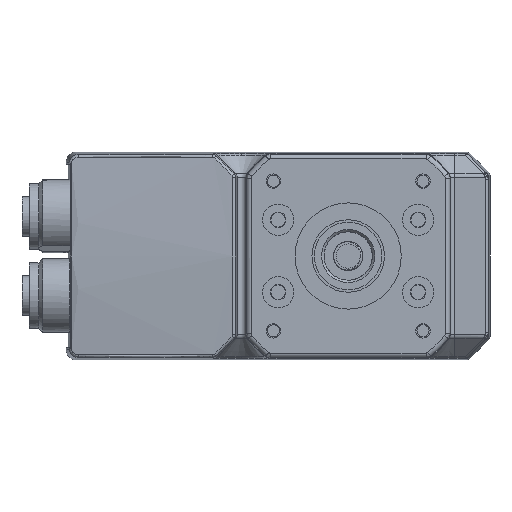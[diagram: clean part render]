
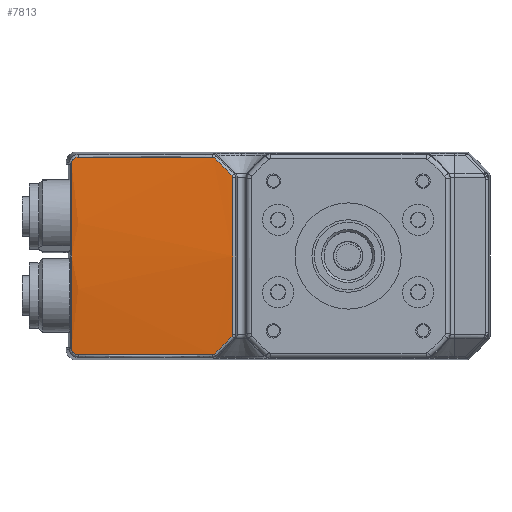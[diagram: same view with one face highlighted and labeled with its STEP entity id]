
A CAD part, front view. The second image highlights one B-rep face of the part: STEP entity #7813.
In plain terms, the highlighted toroidal (fillet/blend) face has major radius 200 mm and minor radius 400 mm.
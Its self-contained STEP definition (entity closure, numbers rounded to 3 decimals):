
#42=DEGENERATE_TOROIDAL_SURFACE('',#10412,200.,400.,.F.);
#229=B_SPLINE_CURVE_WITH_KNOTS('',3,(#15553,#15554,#15555,#15556),
 .UNSPECIFIED.,.F.,.F.,(4,4),(0.,1.),.UNSPECIFIED.);
#230=B_SPLINE_CURVE_WITH_KNOTS('',3,(#15558,#15559,#15560,#15561),
 .UNSPECIFIED.,.F.,.F.,(4,4),(0.,1.),.UNSPECIFIED.);
#232=B_SPLINE_CURVE_WITH_KNOTS('',3,(#15593,#15594,#15595,#15596),
 .UNSPECIFIED.,.F.,.F.,(4,4),(0.,1.),.UNSPECIFIED.);
#233=B_SPLINE_CURVE_WITH_KNOTS('',3,(#15623,#15624,#15625,#15626),
 .UNSPECIFIED.,.F.,.F.,(4,4),(0.,1.),.UNSPECIFIED.);
#234=B_SPLINE_CURVE_WITH_KNOTS('',3,(#15628,#15629,#15630,#15631),
 .UNSPECIFIED.,.F.,.F.,(4,4),(0.,1.),.UNSPECIFIED.);
#235=B_SPLINE_CURVE_WITH_KNOTS('',3,(#15674,#15675,#15676,#15677,#15678,
#15679,#15680,#15681,#15682,#15683,#15684,#15685,#15686,#15687),
 .UNSPECIFIED.,.F.,.F.,(4,2,2,2,2,2,4),(0.,0.125,0.25,0.375,0.5,0.75,1.),
 .UNSPECIFIED.);
#236=B_SPLINE_CURVE_WITH_KNOTS('',3,(#15714,#15715,#15716,#15717),
 .UNSPECIFIED.,.F.,.F.,(4,4),(0.,1.),.UNSPECIFIED.);
#237=B_SPLINE_CURVE_WITH_KNOTS('',3,(#15745,#15746,#15747,#15748),
 .UNSPECIFIED.,.F.,.F.,(4,4),(0.,1.),.UNSPECIFIED.);
#238=B_SPLINE_CURVE_WITH_KNOTS('',3,(#15800,#15801,#15802,#15803),
 .UNSPECIFIED.,.F.,.F.,(4,4),(0.,1.),.UNSPECIFIED.);
#244=B_SPLINE_CURVE_WITH_KNOTS('',3,(#15986,#15987,#15988,#15989,#15990,
#15991,#15992,#15993,#15994,#15995,#15996,#15997,#15998,#15999),
 .UNSPECIFIED.,.F.,.F.,(4,2,2,2,2,2,4),(0.,0.125,0.25,
0.375,0.5,0.75,1.),.UNSPECIFIED.);
#247=B_SPLINE_CURVE_WITH_KNOTS('',3,(#16044,#16045,#16046,#16047),
 .UNSPECIFIED.,.F.,.F.,(4,4),(0.,1.),.UNSPECIFIED.);
#257=B_SPLINE_CURVE_WITH_KNOTS('',3,(#16257,#16258,#16259,#16260),
 .UNSPECIFIED.,.F.,.F.,(4,4),(0.,1.),.UNSPECIFIED.);
#2560=ORIENTED_EDGE('',*,*,#4160,.T.);
#2561=ORIENTED_EDGE('',*,*,#4159,.T.);
#2562=ORIENTED_EDGE('',*,*,#4164,.T.);
#2563=ORIENTED_EDGE('',*,*,#4166,.T.);
#2564=ORIENTED_EDGE('',*,*,#4169,.T.);
#2565=ORIENTED_EDGE('',*,*,#4171,.T.);
#2566=ORIENTED_EDGE('',*,*,#4172,.T.);
#2567=ORIENTED_EDGE('',*,*,#4154,.T.);
#2568=ORIENTED_EDGE('',*,*,#4153,.T.);
#2569=ORIENTED_EDGE('',*,*,#4157,.T.);
#2570=ORIENTED_EDGE('',*,*,#4177,.T.);
#2571=ORIENTED_EDGE('',*,*,#4224,.F.);
#2572=ORIENTED_EDGE('',*,*,#4259,.F.);
#2573=ORIENTED_EDGE('',*,*,#4217,.T.);
#4153=EDGE_CURVE('',#5143,#5142,#229,.T.);
#4154=EDGE_CURVE('',#5141,#5143,#230,.T.);
#4157=EDGE_CURVE('',#5142,#5145,#232,.T.);
#4159=EDGE_CURVE('',#5147,#5146,#233,.T.);
#4160=EDGE_CURVE('',#5148,#5147,#234,.T.);
#4164=EDGE_CURVE('',#5146,#5150,#235,.T.);
#4166=EDGE_CURVE('',#5150,#5151,#236,.T.);
#4169=EDGE_CURVE('',#5151,#5152,#237,.T.);
#4171=EDGE_CURVE('',#5152,#5153,#5751,.T.);
#4172=EDGE_CURVE('',#5153,#5141,#238,.T.);
#4177=EDGE_CURVE('',#5145,#5156,#5755,.T.);
#4217=EDGE_CURVE('',#5173,#5148,#244,.T.);
#4224=EDGE_CURVE('',#5177,#5156,#247,.T.);
#4259=EDGE_CURVE('',#5173,#5177,#257,.F.);
#5141=VERTEX_POINT('',#15550);
#5142=VERTEX_POINT('',#15552);
#5143=VERTEX_POINT('',#15557);
#5145=VERTEX_POINT('',#15592);
#5146=VERTEX_POINT('',#15622);
#5147=VERTEX_POINT('',#15627);
#5148=VERTEX_POINT('',#15632);
#5150=VERTEX_POINT('',#15673);
#5151=VERTEX_POINT('',#15713);
#5152=VERTEX_POINT('',#15744);
#5153=VERTEX_POINT('',#15774);
#5156=VERTEX_POINT('',#15835);
#5173=VERTEX_POINT('',#16000);
#5177=VERTEX_POINT('',#16043);
#5751=CIRCLE('',#10297,265.153);
#5755=CIRCLE('',#10302,265.153);
#6301=EDGE_LOOP('',(#2560,#2561,#2562,#2563,#2564,#2565,#2566,#2567,#2568,
#2569,#2570,#2571,#2572,#2573));
#6971=FACE_BOUND('',#6301,.T.);
#7813=ADVANCED_FACE('',(#6971),#42,.F.);
#10297=AXIS2_PLACEMENT_3D('',#15775,#11603,#11604);
#10302=AXIS2_PLACEMENT_3D('',#15836,#11614,#11615);
#10412=AXIS2_PLACEMENT_3D('',#16479,#11882,#11883);
#11603=DIRECTION('',(-0.708,0.012,0.707));
#11604=DIRECTION('',(-0.065,-0.997,-0.048));
#11614=DIRECTION('',(-0.708,0.012,-0.707));
#11615=DIRECTION('',(-0.051,-0.998,0.034));
#11882=DIRECTION('',(1.,0.,0.));
#11883=DIRECTION('',(0.,1.,0.));
#15550=CARTESIAN_POINT('',(-23.905,-18.031,-16.335));
#15552=CARTESIAN_POINT('',(-23.905,-18.031,16.335));
#15553=CARTESIAN_POINT('',(-23.917,-18.7,0.));
#15554=CARTESIAN_POINT('',(-23.917,-18.7,5.452));
#15555=CARTESIAN_POINT('',(-23.913,-18.477,10.903));
#15556=CARTESIAN_POINT('',(-23.905,-18.031,16.335));
#15557=CARTESIAN_POINT('',(-23.917,-18.7,0.));
#15558=CARTESIAN_POINT('',(-23.905,-18.031,-16.335));
#15559=CARTESIAN_POINT('',(-23.913,-18.477,-10.903));
#15560=CARTESIAN_POINT('',(-23.917,-18.7,-5.452));
#15561=CARTESIAN_POINT('',(-23.917,-18.7,0.));
#15592=CARTESIAN_POINT('',(-24.022,-18.008,16.618));
#15593=CARTESIAN_POINT('',(-23.905,-18.031,16.335));
#15594=CARTESIAN_POINT('',(-23.905,-18.023,16.44));
#15595=CARTESIAN_POINT('',(-23.947,-18.014,16.543));
#15596=CARTESIAN_POINT('',(-24.022,-18.008,16.618));
#15622=CARTESIAN_POINT('',(-57.314,-16.336,-19.07));
#15623=CARTESIAN_POINT('',(-57.306,-17.254,0.));
#15624=CARTESIAN_POINT('',(-57.306,-17.254,-6.368));
#15625=CARTESIAN_POINT('',(-57.308,-16.947,-12.734));
#15626=CARTESIAN_POINT('',(-57.314,-16.336,-19.07));
#15627=CARTESIAN_POINT('',(-57.306,-17.254,0.));
#15628=CARTESIAN_POINT('',(-57.314,-16.336,19.07));
#15629=CARTESIAN_POINT('',(-57.308,-16.947,12.734));
#15630=CARTESIAN_POINT('',(-57.306,-17.254,6.368));
#15631=CARTESIAN_POINT('',(-57.306,-17.254,0.));
#15632=CARTESIAN_POINT('',(-57.314,-16.336,19.07));
#15673=CARTESIAN_POINT('',(-55.912,-16.313,-20.474));
#15674=CARTESIAN_POINT('',(-57.314,-16.336,-19.07));
#15675=CARTESIAN_POINT('',(-57.314,-16.327,-19.162));
#15676=CARTESIAN_POINT('',(-57.305,-16.319,-19.253));
#15677=CARTESIAN_POINT('',(-57.269,-16.304,-19.434));
#15678=CARTESIAN_POINT('',(-57.243,-16.298,-19.521));
#15679=CARTESIAN_POINT('',(-57.172,-16.287,-19.693));
#15680=CARTESIAN_POINT('',(-57.129,-16.282,-19.774));
#15681=CARTESIAN_POINT('',(-57.028,-16.275,-19.926));
#15682=CARTESIAN_POINT('',(-56.969,-16.273,-19.998));
#15683=CARTESIAN_POINT('',(-56.775,-16.27,-20.192));
#15684=CARTESIAN_POINT('',(-56.618,-16.272,-20.297));
#15685=CARTESIAN_POINT('',(-56.281,-16.286,-20.438));
#15686=CARTESIAN_POINT('',(-56.096,-16.298,-20.475));
#15687=CARTESIAN_POINT('',(-55.912,-16.313,-20.474));
#15713=CARTESIAN_POINT('',(-28.021,-17.623,-20.463));
#15714=CARTESIAN_POINT('',(-55.912,-16.313,-20.474));
#15715=CARTESIAN_POINT('',(-46.689,-17.071,-20.468));
#15716=CARTESIAN_POINT('',(-37.385,-17.512,-20.464));
#15717=CARTESIAN_POINT('',(-28.021,-17.623,-20.463));
#15744=CARTESIAN_POINT('',(-27.737,-17.638,-20.345));
#15745=CARTESIAN_POINT('',(-28.021,-17.623,-20.463));
#15746=CARTESIAN_POINT('',(-27.916,-17.624,-20.463));
#15747=CARTESIAN_POINT('',(-27.813,-17.629,-20.421));
#15748=CARTESIAN_POINT('',(-27.737,-17.638,-20.345));
#15774=CARTESIAN_POINT('',(-24.022,-18.008,-16.618));
#15775=CARTESIAN_POINT('',(-10.431,246.644,-7.645));
#15800=CARTESIAN_POINT('',(-24.022,-18.008,-16.618));
#15801=CARTESIAN_POINT('',(-23.948,-18.014,-16.544));
#15802=CARTESIAN_POINT('',(-23.905,-18.023,-16.441));
#15803=CARTESIAN_POINT('',(-23.905,-18.031,-16.335));
#15835=CARTESIAN_POINT('',(-27.737,-17.638,20.345));
#15836=CARTESIAN_POINT('',(-10.431,246.644,7.646));
#15986=CARTESIAN_POINT('',(-55.912,-16.313,20.474));
#15987=CARTESIAN_POINT('',(-56.003,-16.305,20.475));
#15988=CARTESIAN_POINT('',(-56.094,-16.299,20.466));
#15989=CARTESIAN_POINT('',(-56.276,-16.287,20.43));
#15990=CARTESIAN_POINT('',(-56.362,-16.283,20.404));
#15991=CARTESIAN_POINT('',(-56.534,-16.276,20.332));
#15992=CARTESIAN_POINT('',(-56.615,-16.273,20.289));
#15993=CARTESIAN_POINT('',(-56.767,-16.271,20.188));
#15994=CARTESIAN_POINT('',(-56.839,-16.271,20.128));
#15995=CARTESIAN_POINT('',(-57.033,-16.274,19.934));
#15996=CARTESIAN_POINT('',(-57.137,-16.281,19.777));
#15997=CARTESIAN_POINT('',(-57.277,-16.303,19.439));
#15998=CARTESIAN_POINT('',(-57.314,-16.318,19.254));
#15999=CARTESIAN_POINT('',(-57.314,-16.336,19.07));
#16000=CARTESIAN_POINT('',(-55.912,-16.313,20.474));
#16043=CARTESIAN_POINT('',(-28.021,-17.623,20.463));
#16044=CARTESIAN_POINT('',(-28.021,-17.623,20.463));
#16045=CARTESIAN_POINT('',(-27.914,-17.624,20.463));
#16046=CARTESIAN_POINT('',(-27.812,-17.63,20.42));
#16047=CARTESIAN_POINT('',(-27.737,-17.638,20.345));
#16257=CARTESIAN_POINT('',(-28.021,-17.623,20.463));
#16258=CARTESIAN_POINT('',(-37.385,-17.512,20.464));
#16259=CARTESIAN_POINT('',(-46.689,-17.071,20.468));
#16260=CARTESIAN_POINT('',(-55.912,-16.313,20.474));
#16479=CARTESIAN_POINT('',(-23.326,181.3,0.));
